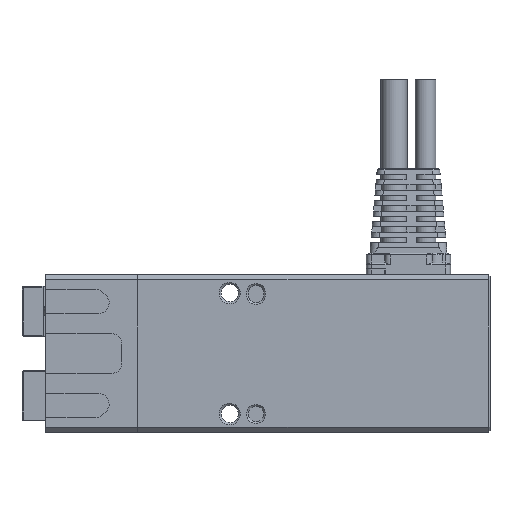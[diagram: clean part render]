
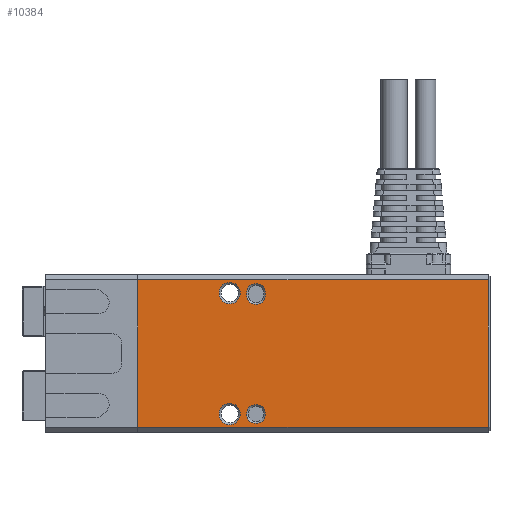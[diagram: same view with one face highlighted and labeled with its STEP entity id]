
A CAD part, left-side view. The second image highlights one B-rep face of the part: STEP entity #10384.
In plain terms, the highlighted planar face has unit normal (-1, 0, 0).
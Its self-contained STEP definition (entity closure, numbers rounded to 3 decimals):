
#342 = DIRECTION ( 'NONE',  ( 0., 0., 1. ) ) ;
#469 = CIRCLE ( 'NONE', #4337, 1.8 ) ;
#882 = DIRECTION ( 'NONE',  ( 0., 0., 1. ) ) ;
#1374 = EDGE_CURVE ( 'NONE', #27083, #10315, #5395, .T. ) ;
#1379 = EDGE_LOOP ( 'NONE', ( #41786, #31519 ) ) ;
#2240 = DIRECTION ( 'NONE',  ( 1., 0., 0. ) ) ;
#3351 = VECTOR ( 'NONE', #7800, 1000. ) ;
#3439 = PLANE ( 'NONE',  #23347 ) ;
#3751 = CARTESIAN_POINT ( 'NONE',  ( -13.923, 0.661, 18.772 ) ) ;
#4337 = AXIS2_PLACEMENT_3D ( 'NONE', #3751, #33190, #342 ) ;
#4366 = CARTESIAN_POINT ( 'NONE',  ( -13.923, -43.839, -6.378 ) ) ;
#4375 = LINE ( 'NONE', #27512, #3351 ) ;
#4400 = DIRECTION ( 'NONE',  ( -1., 0., 0. ) ) ;
#5369 = CARTESIAN_POINT ( 'NONE',  ( -13.923, -1.139, 19.122 ) ) ;
#5395 = LINE ( 'NONE', #32828, #27544 ) ;
#5787 = VERTEX_POINT ( 'NONE', #35019 ) ;
#5947 = ORIENTED_EDGE ( 'NONE', *, *, #34615, .F. ) ;
#6451 = CARTESIAN_POINT ( 'NONE',  ( -13.923, 2.461, 19.122 ) ) ;
#6720 = DIRECTION ( 'NONE',  ( 0., 0., -1. ) ) ;
#6954 = DIRECTION ( 'NONE',  ( 0., 1., 0. ) ) ;
#7157 = FACE_BOUND ( 'NONE', #11161, .T. ) ;
#7800 = DIRECTION ( 'NONE',  ( 0., 0., 1. ) ) ;
#9299 = AXIS2_PLACEMENT_3D ( 'NONE', #40803, #37228, #24544 ) ;
#9303 = VECTOR ( 'NONE', #32036, 1000. ) ;
#9649 = VERTEX_POINT ( 'NONE', #39661 ) ;
#9757 = DIRECTION ( 'NONE',  ( 0., -1., 0. ) ) ;
#10138 = VERTEX_POINT ( 'NONE', #34360 ) ;
#10315 = VERTEX_POINT ( 'NONE', #6451 ) ;
#10384 = ADVANCED_FACE ( 'NONE', ( #7157, #29247, #11732, #17402, #39019 ), #3439, .F. ) ;
#10403 = CIRCLE ( 'NONE', #14038, 2.025 ) ;
#10520 = AXIS2_PLACEMENT_3D ( 'NONE', #15025, #2240, #34971 ) ;
#10580 = LINE ( 'NONE', #39572, #36754 ) ;
#10984 = EDGE_LOOP ( 'NONE', ( #40223, #19733, #38764, #35353 ) ) ;
#11161 = EDGE_LOOP ( 'NONE', ( #13213, #16631 ) ) ;
#11431 = DIRECTION ( 'NONE',  ( -1., 0., 0. ) ) ;
#11552 = CARTESIAN_POINT ( 'NONE',  ( -13.923, 5.661, 19.122 ) ) ;
#11732 = FACE_BOUND ( 'NONE', #1379, .T. ) ;
#12443 = EDGE_CURVE ( 'NONE', #32089, #10138, #10403, .T. ) ;
#13213 = ORIENTED_EDGE ( 'NONE', *, *, #24436, .T. ) ;
#13296 = CIRCLE ( 'NONE', #10520, 1.8 ) ;
#13331 = CARTESIAN_POINT ( 'NONE',  ( -13.923, 2.461, -3.878 ) ) ;
#13792 = CIRCLE ( 'NONE', #9299, 1.8 ) ;
#14038 = AXIS2_PLACEMENT_3D ( 'NONE', #11552, #11431, #31104 ) ;
#15025 = CARTESIAN_POINT ( 'NONE',  ( -13.923, 0.661, 19.122 ) ) ;
#15549 = AXIS2_PLACEMENT_3D ( 'NONE', #19383, #31995, #22276 ) ;
#15855 = DIRECTION ( 'NONE',  ( 1., 0., 0. ) ) ;
#16045 = LINE ( 'NONE', #18979, #9303 ) ;
#16631 = ORIENTED_EDGE ( 'NONE', *, *, #22763, .T. ) ;
#16808 = CARTESIAN_POINT ( 'NONE',  ( -13.923, 23.161, 21.622 ) ) ;
#17085 = DIRECTION ( 'NONE',  ( 1., 0., 0. ) ) ;
#17312 = CARTESIAN_POINT ( 'NONE',  ( -13.923, -43.539, -6.378 ) ) ;
#17402 = FACE_BOUND ( 'NONE', #21071, .T. ) ;
#17468 = EDGE_LOOP ( 'NONE', ( #29903, #20233, #31584, #35007 ) ) ;
#17955 = ORIENTED_EDGE ( 'NONE', *, *, #12443, .F. ) ;
#17996 = VERTEX_POINT ( 'NONE', #17312 ) ;
#18845 = VERTEX_POINT ( 'NONE', #25495 ) ;
#18979 = CARTESIAN_POINT ( 'NONE',  ( -13.923, -1.139, 22.622 ) ) ;
#19364 = CARTESIAN_POINT ( 'NONE',  ( -13.923, 3.636, 19.122 ) ) ;
#19383 = CARTESIAN_POINT ( 'NONE',  ( -13.923, 5.661, 19.122 ) ) ;
#19493 = EDGE_CURVE ( 'NONE', #10315, #42028, #13296, .T. ) ;
#19514 = DIRECTION ( 'NONE',  ( -1., 0., 0. ) ) ;
#19673 = CARTESIAN_POINT ( 'NONE',  ( -13.923, 7.686, -3.878 ) ) ;
#19733 = ORIENTED_EDGE ( 'NONE', *, *, #25271, .T. ) ;
#19797 = CARTESIAN_POINT ( 'NONE',  ( -13.923, 5.661, -3.878 ) ) ;
#20233 = ORIENTED_EDGE ( 'NONE', *, *, #19493, .T. ) ;
#20523 = DIRECTION ( 'NONE',  ( 0., -1., 0. ) ) ;
#21071 = EDGE_LOOP ( 'NONE', ( #17955, #5947 ) ) ;
#22276 = DIRECTION ( 'NONE',  ( 0., -1., 0. ) ) ;
#22763 = EDGE_CURVE ( 'NONE', #34796, #5787, #13792, .T. ) ;
#23347 = AXIS2_PLACEMENT_3D ( 'NONE', #27043, #17085, #882 ) ;
#23639 = CARTESIAN_POINT ( 'NONE',  ( -13.923, 23.161, -6.378 ) ) ;
#23931 = CARTESIAN_POINT ( 'NONE',  ( -13.923, 2.461, 18.772 ) ) ;
#24436 = EDGE_CURVE ( 'NONE', #5787, #34796, #24655, .T. ) ;
#24544 = DIRECTION ( 'NONE',  ( 0., 0., 1. ) ) ;
#24655 = CIRCLE ( 'NONE', #26252, 1.8 ) ;
#24859 = VECTOR ( 'NONE', #37383, 1000. ) ;
#25271 = EDGE_CURVE ( 'NONE', #17996, #38693, #4375, .T. ) ;
#25495 = CARTESIAN_POINT ( 'NONE',  ( -13.923, -1.139, 18.772 ) ) ;
#25942 = CIRCLE ( 'NONE', #31461, 2.025 ) ;
#26111 = EDGE_CURVE ( 'NONE', #31569, #17996, #31427, .T. ) ;
#26252 = AXIS2_PLACEMENT_3D ( 'NONE', #29110, #15855, #35400 ) ;
#26861 = EDGE_CURVE ( 'NONE', #18845, #27083, #469, .T. ) ;
#27043 = CARTESIAN_POINT ( 'NONE',  ( -13.923, -43.839, 22.622 ) ) ;
#27083 = VERTEX_POINT ( 'NONE', #23931 ) ;
#27512 = CARTESIAN_POINT ( 'NONE',  ( -13.923, -43.539, 21.622 ) ) ;
#27544 = VECTOR ( 'NONE', #33133, 1000. ) ;
#27572 = EDGE_CURVE ( 'NONE', #31551, #31569, #10580, .T. ) ;
#28022 = LINE ( 'NONE', #40092, #30032 ) ;
#29110 = CARTESIAN_POINT ( 'NONE',  ( -13.923, 0.661, -3.878 ) ) ;
#29247 = FACE_BOUND ( 'NONE', #17468, .T. ) ;
#29290 = EDGE_CURVE ( 'NONE', #9649, #34726, #25942, .T. ) ;
#29903 = ORIENTED_EDGE ( 'NONE', *, *, #1374, .T. ) ;
#30032 = VECTOR ( 'NONE', #6954, 1000. ) ;
#31104 = DIRECTION ( 'NONE',  ( 0., -1., 0. ) ) ;
#31427 = LINE ( 'NONE', #4366, #24859 ) ;
#31461 = AXIS2_PLACEMENT_3D ( 'NONE', #36572, #4400, #20523 ) ;
#31519 = ORIENTED_EDGE ( 'NONE', *, *, #38963, .F. ) ;
#31551 = VERTEX_POINT ( 'NONE', #16808 ) ;
#31569 = VERTEX_POINT ( 'NONE', #23639 ) ;
#31584 = ORIENTED_EDGE ( 'NONE', *, *, #38245, .T. ) ;
#31995 = DIRECTION ( 'NONE',  ( -1., 0., 0. ) ) ;
#32036 = DIRECTION ( 'NONE',  ( 0., 0., -1. ) ) ;
#32089 = VERTEX_POINT ( 'NONE', #19364 ) ;
#32828 = CARTESIAN_POINT ( 'NONE',  ( -13.923, 2.461, 22.622 ) ) ;
#33133 = DIRECTION ( 'NONE',  ( 0., 0., 1. ) ) ;
#33190 = DIRECTION ( 'NONE',  ( 1., 0., 0. ) ) ;
#34360 = CARTESIAN_POINT ( 'NONE',  ( -13.923, 7.686, 19.122 ) ) ;
#34615 = EDGE_CURVE ( 'NONE', #10138, #32089, #34662, .T. ) ;
#34662 = CIRCLE ( 'NONE', #15549, 2.025 ) ;
#34726 = VERTEX_POINT ( 'NONE', #19673 ) ;
#34796 = VERTEX_POINT ( 'NONE', #13331 ) ;
#34971 = DIRECTION ( 'NONE',  ( 0., 0., 1. ) ) ;
#35007 = ORIENTED_EDGE ( 'NONE', *, *, #26861, .T. ) ;
#35019 = CARTESIAN_POINT ( 'NONE',  ( -13.923, -1.139, -3.878 ) ) ;
#35311 = AXIS2_PLACEMENT_3D ( 'NONE', #19797, #19514, #9757 ) ;
#35353 = ORIENTED_EDGE ( 'NONE', *, *, #27572, .T. ) ;
#35400 = DIRECTION ( 'NONE',  ( 0., 0., 1. ) ) ;
#36572 = CARTESIAN_POINT ( 'NONE',  ( -13.923, 5.661, -3.878 ) ) ;
#36754 = VECTOR ( 'NONE', #6720, 1000. ) ;
#37228 = DIRECTION ( 'NONE',  ( 1., 0., 0. ) ) ;
#37383 = DIRECTION ( 'NONE',  ( 0., -1., 0. ) ) ;
#38245 = EDGE_CURVE ( 'NONE', #42028, #18845, #16045, .T. ) ;
#38677 = CIRCLE ( 'NONE', #35311, 2.025 ) ;
#38693 = VERTEX_POINT ( 'NONE', #41041 ) ;
#38764 = ORIENTED_EDGE ( 'NONE', *, *, #42261, .T. ) ;
#38963 = EDGE_CURVE ( 'NONE', #34726, #9649, #38677, .T. ) ;
#39019 = FACE_OUTER_BOUND ( 'NONE', #10984, .T. ) ;
#39572 = CARTESIAN_POINT ( 'NONE',  ( -13.923, 23.161, 22.622 ) ) ;
#39661 = CARTESIAN_POINT ( 'NONE',  ( -13.923, 3.636, -3.878 ) ) ;
#40092 = CARTESIAN_POINT ( 'NONE',  ( -13.923, -43.839, 21.622 ) ) ;
#40223 = ORIENTED_EDGE ( 'NONE', *, *, #26111, .T. ) ;
#40803 = CARTESIAN_POINT ( 'NONE',  ( -13.923, 0.661, -3.878 ) ) ;
#41041 = CARTESIAN_POINT ( 'NONE',  ( -13.923, -43.539, 21.622 ) ) ;
#41786 = ORIENTED_EDGE ( 'NONE', *, *, #29290, .F. ) ;
#42028 = VERTEX_POINT ( 'NONE', #5369 ) ;
#42261 = EDGE_CURVE ( 'NONE', #38693, #31551, #28022, .T. ) ;
